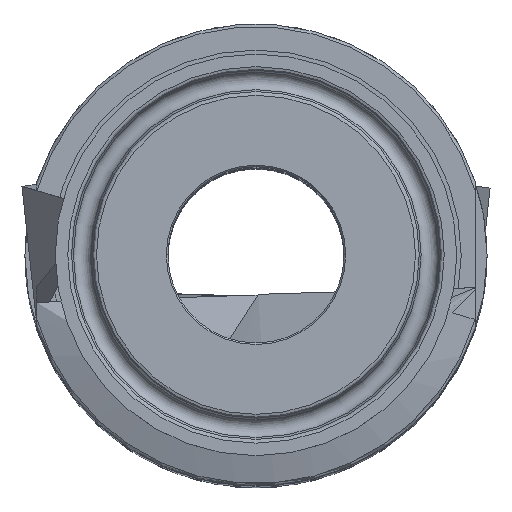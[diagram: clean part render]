
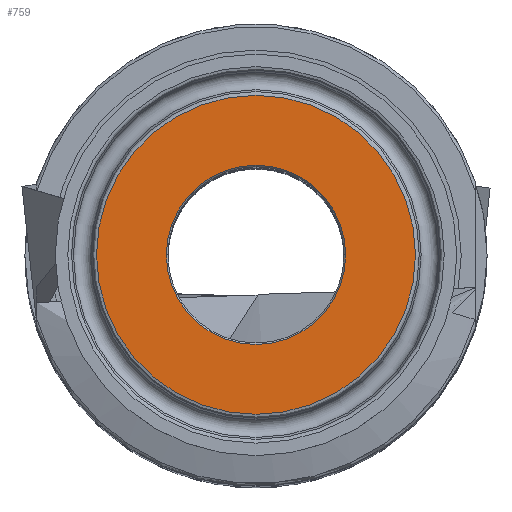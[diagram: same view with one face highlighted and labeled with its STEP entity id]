
A CAD part, top view. The second image highlights one B-rep face of the part: STEP entity #759.
In plain terms, the highlighted planar face has unit normal (0, 0, 1).
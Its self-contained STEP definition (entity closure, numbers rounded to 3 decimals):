
#75=PLANE('',#878);
#206=ORIENTED_EDGE('',*,*,#334,.T.);
#207=ORIENTED_EDGE('',*,*,#333,.F.);
#333=EDGE_CURVE('',#409,#409,#466,.T.);
#334=EDGE_CURVE('',#410,#410,#467,.T.);
#409=VERTEX_POINT('',#1351);
#410=VERTEX_POINT('',#1354);
#466=CIRCLE('',#877,20.016);
#467=CIRCLE('',#879,11.25);
#550=EDGE_LOOP('',(#206));
#551=EDGE_LOOP('',(#207));
#660=FACE_BOUND('',#550,.T.);
#661=FACE_BOUND('',#551,.T.);
#759=ADVANCED_FACE('',(#660,#661),#75,.T.);
#877=AXIS2_PLACEMENT_3D('',#1350,#1073,#1074);
#878=AXIS2_PLACEMENT_3D('',#1352,#1075,#1076);
#879=AXIS2_PLACEMENT_3D('',#1353,#1077,#1078);
#1073=DIRECTION('',(0.,0.,-1.));
#1074=DIRECTION('',(-1.,0.,0.));
#1075=DIRECTION('',(0.,0.,1.));
#1076=DIRECTION('',(1.,0.,0.));
#1077=DIRECTION('',(0.,0.,-1.));
#1078=DIRECTION('',(-1.,0.,0.));
#1350=CARTESIAN_POINT('',(0.,0.,43.2));
#1351=CARTESIAN_POINT('',(-20.016,0.,43.2));
#1352=CARTESIAN_POINT('',(0.,20.016,43.2));
#1353=CARTESIAN_POINT('',(0.,0.,43.2));
#1354=CARTESIAN_POINT('',(-11.25,0.,43.2));
